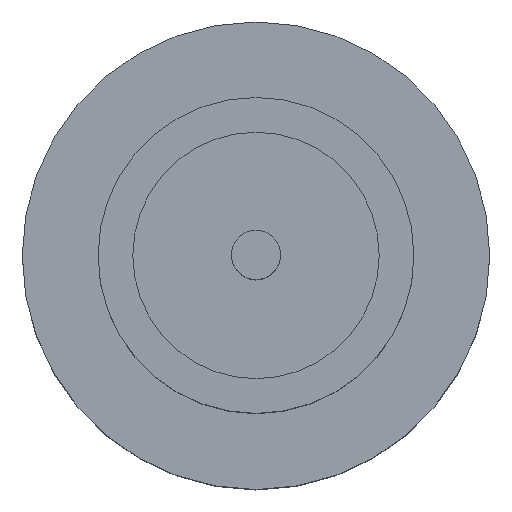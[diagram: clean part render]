
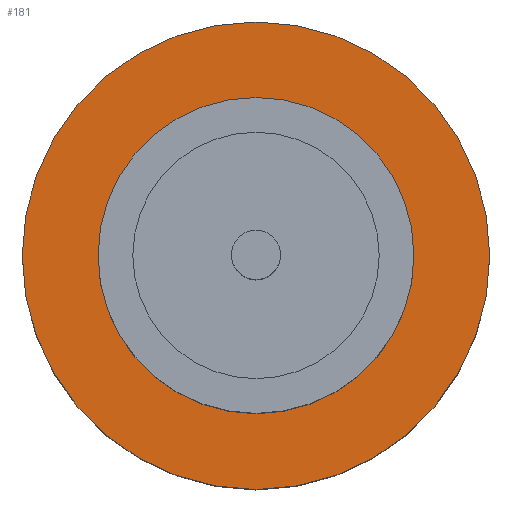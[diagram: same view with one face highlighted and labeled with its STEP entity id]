
A CAD part, top view. The second image highlights one B-rep face of the part: STEP entity #181.
In plain terms, the highlighted planar face has unit normal (0, 0, 1).
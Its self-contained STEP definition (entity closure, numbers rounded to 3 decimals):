
#4 = DIRECTION ( 'NONE',  ( 0., 0., 1. ) ) ;
#44 = CARTESIAN_POINT ( 'NONE',  ( -1.25, 0., 1.55 ) ) ;
#54 = ORIENTED_EDGE ( 'NONE', *, *, #747, .T. ) ;
#60 = DIRECTION ( 'NONE',  ( 0., 0., 1. ) ) ;
#76 = CARTESIAN_POINT ( 'NONE',  ( 0., 0., 1.55 ) ) ;
#154 = AXIS2_PLACEMENT_3D ( 'NONE', #467, #215, #701 ) ;
#172 = FACE_OUTER_BOUND ( 'NONE', #431, .T. ) ;
#181 = ADVANCED_FACE ( 'NONE', ( #428, #172 ), #602, .T. ) ;
#183 = CARTESIAN_POINT ( 'NONE',  ( 0., 0., 1.55 ) ) ;
#209 = CIRCLE ( 'NONE', #154, 1.85 ) ;
#215 = DIRECTION ( 'NONE',  ( 0., 0., 1. ) ) ;
#239 = DIRECTION ( 'NONE',  ( 1., 0., 0. ) ) ;
#256 = DIRECTION ( 'NONE',  ( 1., 0., 0. ) ) ;
#287 = EDGE_CURVE ( 'NONE', #552, #708, #703, .T. ) ;
#327 = VERTEX_POINT ( 'NONE', #490 ) ;
#393 = ORIENTED_EDGE ( 'NONE', *, *, #446, .F. ) ;
#401 = EDGE_CURVE ( 'NONE', #327, #549, #576, .T. ) ;
#405 = ORIENTED_EDGE ( 'NONE', *, *, #401, .T. ) ;
#406 = AXIS2_PLACEMENT_3D ( 'NONE', #183, #4, #422 ) ;
#422 = DIRECTION ( 'NONE',  ( 1., 0., 0. ) ) ;
#428 = FACE_BOUND ( 'NONE', #497, .T. ) ;
#429 = DIRECTION ( 'NONE',  ( 0., 0., 1. ) ) ;
#431 = EDGE_LOOP ( 'NONE', ( #54, #405 ) ) ;
#441 = ORIENTED_EDGE ( 'NONE', *, *, #287, .F. ) ;
#446 = EDGE_CURVE ( 'NONE', #708, #552, #645, .T. ) ;
#449 = DIRECTION ( 'NONE',  ( 0., 0., 1. ) ) ;
#450 = AXIS2_PLACEMENT_3D ( 'NONE', #76, #429, #256 ) ;
#467 = CARTESIAN_POINT ( 'NONE',  ( 0., 0., 1.55 ) ) ;
#488 = CARTESIAN_POINT ( 'NONE',  ( 0., 0., 1.55 ) ) ;
#490 = CARTESIAN_POINT ( 'NONE',  ( 1.85, 0., 1.55 ) ) ;
#497 = EDGE_LOOP ( 'NONE', ( #441, #393 ) ) ;
#511 = DIRECTION ( 'NONE',  ( 1., 0., 0. ) ) ;
#539 = AXIS2_PLACEMENT_3D ( 'NONE', #681, #449, #511 ) ;
#547 = CARTESIAN_POINT ( 'NONE',  ( -1.85, 0., 1.55 ) ) ;
#549 = VERTEX_POINT ( 'NONE', #547 ) ;
#551 = AXIS2_PLACEMENT_3D ( 'NONE', #488, #60, #239 ) ;
#552 = VERTEX_POINT ( 'NONE', #561 ) ;
#561 = CARTESIAN_POINT ( 'NONE',  ( 1.25, 0., 1.55 ) ) ;
#576 = CIRCLE ( 'NONE', #406, 1.85 ) ;
#602 = PLANE ( 'NONE',  #539 ) ;
#645 = CIRCLE ( 'NONE', #450, 1.25 ) ;
#681 = CARTESIAN_POINT ( 'NONE',  ( 0., 0., 1.55 ) ) ;
#701 = DIRECTION ( 'NONE',  ( 1., 0., 0. ) ) ;
#703 = CIRCLE ( 'NONE', #551, 1.25 ) ;
#708 = VERTEX_POINT ( 'NONE', #44 ) ;
#747 = EDGE_CURVE ( 'NONE', #549, #327, #209, .T. ) ;
